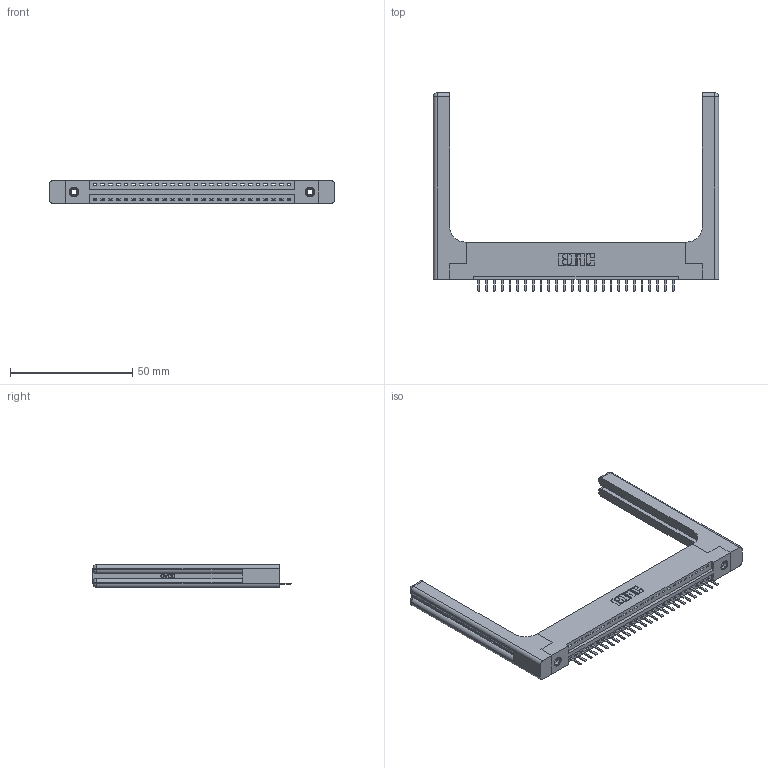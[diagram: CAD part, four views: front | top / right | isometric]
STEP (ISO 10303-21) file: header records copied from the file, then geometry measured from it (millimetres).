
FILE_DESCRIPTION (( 'STEP AP203' ), '1' );
FILE_NAME ('346-026-520-158.STEP', '2022-05-06T02:04:21', ( '' ), ( '' ), 'SwSTEP 2.0', 'SolidWorks 2020', '' );
FILE_SCHEMA (( 'CONFIG_CONTROL_DESIGN' ));
Length unit declared in the file: inch
Products named in the file (5): 345-250-001_345-250-001-102; 345-292-001_345-293-120; 346-220-058_345-220-058; 346 Part_Flush Mounting Lugs - 0.156 Dia-TH; 346-026-520-158
Assembly tree (31 placements, depth 2):
  346-026-520-158
    346 Part_Flush Mounting Lugs - 0.156 Dia-TH
    345-292-001_345-293-120  x26
    345-250-001_345-250-001-102  x2
    346-220-058_345-220-058  x2
Bounding box: 116.61 x 80.98 x 9.4 mm (x, y, z)
Volume: 18477.6 mm3; surface area: 18477.1 mm2
Topology: 31 solids, 31 shells, 2004 faces, 5815 edges, 3786 vertices
Faces by surface type: plane 1330, cylinder 614, bspline 36, cone 12, sphere 8, torus 4
Entity records: 24002 total; most frequent: CARTESIAN_POINT 5113, ORIENTED_EDGE 3856, DIRECTION 3448, EDGE_CURVE 1928, LINE 1596, VECTOR 1596, VERTEX_POINT 1274, AXIS2_PLACEMENT_3D 926
